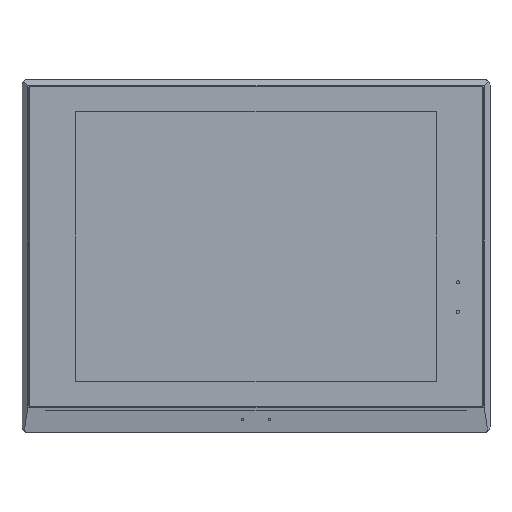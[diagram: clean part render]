
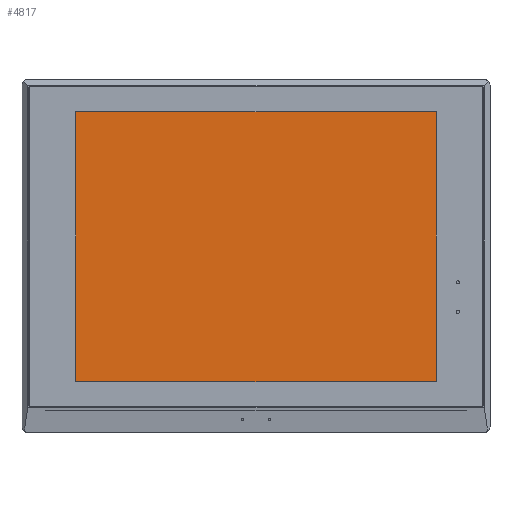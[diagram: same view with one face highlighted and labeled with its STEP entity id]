
A CAD part, top view. The second image highlights one B-rep face of the part: STEP entity #4817.
In plain terms, the highlighted planar face has unit normal (0, 0, 1).
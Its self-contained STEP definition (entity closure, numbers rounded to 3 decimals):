
#281 = EDGE_CURVE ( 'NONE', #2234, #25821, #23684, .T. ) ;
#508 = CARTESIAN_POINT ( 'NONE',  ( 151.7, 113.65, 4.78 ) ) ;
#1864 = EDGE_CURVE ( 'NONE', #37367, #2234, #6456, .T. ) ;
#2234 = VERTEX_POINT ( 'NONE', #3774 ) ;
#3774 = CARTESIAN_POINT ( 'NONE',  ( -151.7, -113.65, 4.78 ) ) ;
#4817 = ADVANCED_FACE ( 'NONE', ( #28747 ), #9525, .T. ) ;
#5670 = CARTESIAN_POINT ( 'NONE',  ( -151.7, -113.65, 4.78 ) ) ;
#5723 = EDGE_CURVE ( 'NONE', #24664, #37367, #33220, .T. ) ;
#6456 = LINE ( 'NONE', #29191, #31835 ) ;
#6537 = DIRECTION ( 'NONE',  ( 1., 0., 0. ) ) ;
#6647 = CARTESIAN_POINT ( 'NONE',  ( 151.7, -113.65, 4.78 ) ) ;
#6754 = DIRECTION ( 'NONE',  ( 0., -1., 0. ) ) ;
#8966 = DIRECTION ( 'NONE',  ( 1., 0., 0. ) ) ;
#9069 = DIRECTION ( 'NONE',  ( 0., 0., 1. ) ) ;
#9102 = CARTESIAN_POINT ( 'NONE',  ( 0., 0., 4.78 ) ) ;
#9525 = PLANE ( 'NONE',  #37645 ) ;
#10454 = CARTESIAN_POINT ( 'NONE',  ( -151.7, 113.65, 4.78 ) ) ;
#12131 = EDGE_CURVE ( 'NONE', #25821, #24664, #34490, .T. ) ;
#15010 = ORIENTED_EDGE ( 'NONE', *, *, #12131, .T. ) ;
#16935 = DIRECTION ( 'NONE',  ( 0., 1., 0. ) ) ;
#22253 = EDGE_LOOP ( 'NONE', ( #35049, #32149, #15010, #25520 ) ) ;
#23644 = VECTOR ( 'NONE', #6537, 1000. ) ;
#23684 = LINE ( 'NONE', #5670, #23644 ) ;
#24664 = VERTEX_POINT ( 'NONE', #37434 ) ;
#25520 = ORIENTED_EDGE ( 'NONE', *, *, #5723, .T. ) ;
#25821 = VERTEX_POINT ( 'NONE', #40630 ) ;
#28191 = VECTOR ( 'NONE', #39154, 1000. ) ;
#28747 = FACE_OUTER_BOUND ( 'NONE', #22253, .T. ) ;
#29191 = CARTESIAN_POINT ( 'NONE',  ( -151.7, 113.65, 4.78 ) ) ;
#31835 = VECTOR ( 'NONE', #6754, 1000. ) ;
#32149 = ORIENTED_EDGE ( 'NONE', *, *, #281, .T. ) ;
#33220 = LINE ( 'NONE', #508, #28191 ) ;
#34079 = VECTOR ( 'NONE', #16935, 1000. ) ;
#34490 = LINE ( 'NONE', #6647, #34079 ) ;
#35049 = ORIENTED_EDGE ( 'NONE', *, *, #1864, .T. ) ;
#37367 = VERTEX_POINT ( 'NONE', #10454 ) ;
#37434 = CARTESIAN_POINT ( 'NONE',  ( 151.7, 113.65, 4.78 ) ) ;
#37645 = AXIS2_PLACEMENT_3D ( 'NONE', #9102, #9069, #8966 ) ;
#39154 = DIRECTION ( 'NONE',  ( -1., 0., 0. ) ) ;
#40630 = CARTESIAN_POINT ( 'NONE',  ( 151.7, -113.65, 4.78 ) ) ;
